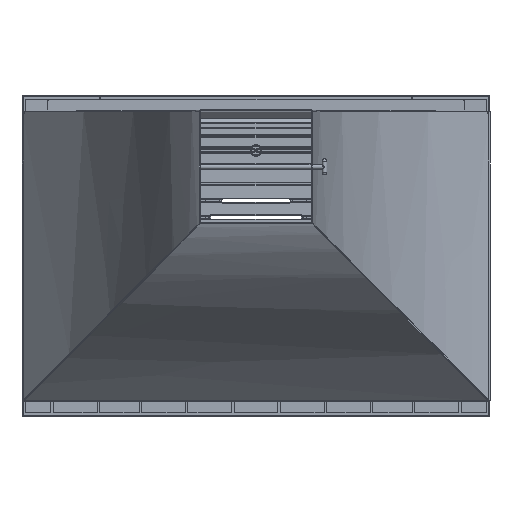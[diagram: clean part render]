
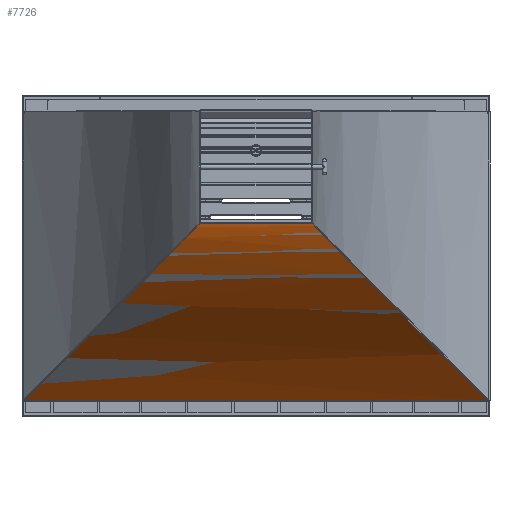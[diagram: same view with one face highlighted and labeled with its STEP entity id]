
A CAD part, top view. The second image highlights one B-rep face of the part: STEP entity #7726.
In plain terms, the highlighted cylindrical face has radius 1398 mm (diameter 2796 mm), a partial arc.
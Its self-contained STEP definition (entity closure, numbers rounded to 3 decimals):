
#7726=ADVANCED_FACE('',(#14818),#14819,.F.);
#14818=FACE_OUTER_BOUND('',#42391,.T.);
#14819=CYLINDRICAL_SURFACE('',#42392,1398.0);
#42391=EDGE_LOOP('',(#59082,#59083,#59084,#59085));
#42392=AXIS2_PLACEMENT_3D('',#59086,#59087,#59088);
#59082=ORIENTED_EDGE('',*,*,#66568,.T.);
#59083=ORIENTED_EDGE('',*,*,#66569,.T.);
#59084=ORIENTED_EDGE('',*,*,#66570,.T.);
#59085=ORIENTED_EDGE('',*,*,#66571,.T.);
#59086=CARTESIAN_POINT('',(3141.534,-2461.163,1133.607));
#59087=DIRECTION('',(-1.0,0.,0.));
#59088=DIRECTION('',(0.,0.917,-0.399));
#66568=EDGE_CURVE('',#76929,#76930,#76931,.T.);
#66569=EDGE_CURVE('',#76930,#76932,#76933,.T.);
#66570=EDGE_CURVE('',#76932,#76934,#76935,.T.);
#66571=EDGE_CURVE('',#76934,#76929,#76936,.T.);
#76929=VERTEX_POINT('',#105640);
#76930=VERTEX_POINT('',#105641);
#76931=B_SPLINE_CURVE_WITH_KNOTS('',3,(#105642,#105643,#105644,#105645,#105646,#105647,#105648,#105649,#105650,#105651,#105652,#105653,#105654,#105655,#105656,#105657,#105658,#105659,#105660,#105661,#105662,#105663,#105664,#105665,#105666,#105667,#105668,#105669,#105670,#105671,#105672,#105673,#105674,#105675,#105676,#105677),.UNSPECIFIED.,.F.,.F.,(4,1,1,1,1,1,1,1,1,1,1,1,1,1,1,1,1,1,1,1,1,1,1,1,1,1,1,1,1,1,1,1,1,4),(0.0,0.003,0.005,0.008,0.011,0.013,0.016,0.023,0.031,0.047,0.063,0.094,0.125,0.187,0.25,0.305,0.36,0.415,0.47,0.5,0.562,0.625,0.687,0.75,0.812,0.875,0.906,0.937,0.953,0.969,0.977,0.984,0.992,1.0),.UNSPECIFIED.);
#76932=VERTEX_POINT('',#105678);
#76933=LINE('',#105679,#105680);
#76934=VERTEX_POINT('',#105681);
#76935=B_SPLINE_CURVE_WITH_KNOTS('',3,(#105682,#105683,#105684,#105685,#105686,#105687,#105688,#105689,#105690,#105691,#105692,#105693,#105694,#105695,#105696,#105697,#105698,#105699,#105700,#105701,#105702,#105703,#105704,#105705,#105706,#105707,#105708,#105709,#105710,#105711,#105712,#105713,#105714,#105715,#105716,#105717,#105718,#105719,#105720),.UNSPECIFIED.,.F.,.F.,(4,1,1,1,1,1,1,1,1,1,1,1,1,1,1,1,1,1,1,1,1,1,1,1,1,1,1,1,1,1,1,1,1,1,1,1,4),(0.0,0.004,0.007,0.011,0.014,0.018,0.021,0.025,0.028,0.031,0.047,0.063,0.094,0.125,0.188,0.25,0.313,0.375,0.438,0.5,0.53,0.589,0.647,0.706,0.765,0.804,0.843,0.882,0.941,0.956,0.971,0.978,0.985,0.989,0.993,0.996,1.0),.UNSPECIFIED.);
#76936=LINE('',#105721,#105722);
#105640=CARTESIAN_POINT('',(3701.534,-1063.163,1133.607));
#105641=CARTESIAN_POINT('',(3256.641,-1508.991,110.0));
#105642=CARTESIAN_POINT('',(3701.534,-1063.163,1133.607));
#105643=CARTESIAN_POINT('',(3701.533,-1063.164,1132.475));
#105644=CARTESIAN_POINT('',(3701.53,-1063.165,1130.229));
#105645=CARTESIAN_POINT('',(3701.517,-1063.178,1126.886));
#105646=CARTESIAN_POINT('',(3701.498,-1063.197,1123.597));
#105647=CARTESIAN_POINT('',(3701.472,-1063.224,1120.362));
#105648=CARTESIAN_POINT('',(3701.439,-1063.258,1117.179));
#105649=CARTESIAN_POINT('',(3701.37,-1063.327,1111.814));
#105650=CARTESIAN_POINT('',(3701.238,-1063.46,1104.248));
#105651=CARTESIAN_POINT('',(3700.919,-1063.779,1091.208));
#105652=CARTESIAN_POINT('',(3700.349,-1064.35,1074.913));
#105653=CARTESIAN_POINT('',(3699.075,-1065.626,1048.895));
#105654=CARTESIAN_POINT('',(3696.803,-1067.901,1016.417));
#105655=CARTESIAN_POINT('',(3691.748,-1072.963,964.859));
#105656=CARTESIAN_POINT('',(3682.758,-1081.965,900.778));
#105657=CARTESIAN_POINT('',(3668.503,-1096.243,828.443));
#105658=CARTESIAN_POINT('',(3651.392,-1113.379,760.287));
#105659=CARTESIAN_POINT('',(3632.248,-1132.554,696.974));
#105660=CARTESIAN_POINT('',(3610.297,-1154.539,635.059));
#105661=CARTESIAN_POINT('',(3589.672,-1175.198,584.478));
#105662=CARTESIAN_POINT('',(3566.408,-1198.503,532.725));
#105663=CARTESIAN_POINT('',(3540.203,-1224.754,479.866));
#105664=CARTESIAN_POINT('',(3505.963,-1259.06,418.784));
#105665=CARTESIAN_POINT('',(3469.037,-1296.058,359.978));
#105666=CARTESIAN_POINT('',(3430.327,-1334.851,304.549));
#105667=CARTESIAN_POINT('',(3389.306,-1375.964,251.444));
#105668=CARTESIAN_POINT('',(3353.889,-1411.47,209.818));
#105669=CARTESIAN_POINT('',(3324.512,-1440.924,177.644));
#105670=CARTESIAN_POINT('',(3305.991,-1459.495,158.278));
#105671=CARTESIAN_POINT('',(3290.93,-1474.599,143.062));
#105672=CARTESIAN_POINT('',(3281.489,-1484.068,133.738));
#105673=CARTESIAN_POINT('',(3273.873,-1491.706,126.345));
#105674=CARTESIAN_POINT('',(3268.296,-1497.301,120.991));
#105675=CARTESIAN_POINT('',(3262.547,-1503.063,115.534));
#105676=CARTESIAN_POINT('',(3258.705,-1506.918,111.934));
#105677=CARTESIAN_POINT('',(3256.641,-1508.991,110.));
#105678=CARTESIAN_POINT('',(4426.428,-1508.991,110.0));
#105679=CARTESIAN_POINT('',(3141.534,-1508.991,110.0));
#105680=VECTOR('',#112308,1.0);
#105681=CARTESIAN_POINT('',(3981.534,-1063.163,1133.607));
#105682=CARTESIAN_POINT('',(4426.428,-1508.991,110.));
#105683=CARTESIAN_POINT('',(4425.543,-1508.103,110.827));
#105684=CARTESIAN_POINT('',(4423.781,-1506.334,112.475));
#105685=CARTESIAN_POINT('',(4421.155,-1503.699,114.946));
#105686=CARTESIAN_POINT('',(4418.555,-1501.091,117.404));
#105687=CARTESIAN_POINT('',(4415.981,-1498.509,119.849));
#105688=CARTESIAN_POINT('',(4413.434,-1495.955,122.28));
#105689=CARTESIAN_POINT('',(4410.914,-1493.428,124.698));
#105690=CARTESIAN_POINT('',(4408.42,-1490.928,127.103));
#105691=CARTESIAN_POINT('',(4405.953,-1488.454,129.493));
#105692=CARTESIAN_POINT('',(4400.507,-1482.992,134.797));
#105693=CARTESIAN_POINT('',(4392.139,-1474.599,143.061));
#105694=CARTESIAN_POINT('',(4377.078,-1459.496,158.277));
#105695=CARTESIAN_POINT('',(4358.558,-1440.925,177.643));
#105696=CARTESIAN_POINT('',(4329.181,-1411.471,209.816));
#105697=CARTESIAN_POINT('',(4293.764,-1375.966,251.442));
#105698=CARTESIAN_POINT('',(4252.744,-1334.854,304.545));
#105699=CARTESIAN_POINT('',(4214.035,-1296.06,359.974));
#105700=CARTESIAN_POINT('',(4177.109,-1259.063,418.779));
#105701=CARTESIAN_POINT('',(4142.869,-1224.757,479.86));
#105702=CARTESIAN_POINT('',(4116.663,-1198.505,532.72));
#105703=CARTESIAN_POINT('',(4092.801,-1174.603,585.801));
#105704=CARTESIAN_POINT('',(4071.156,-1152.921,639.12));
#105705=CARTESIAN_POINT('',(4048.011,-1129.74,705.39));
#105706=CARTESIAN_POINT('',(4028.085,-1109.781,773.232));
#105707=CARTESIAN_POINT('',(4013.212,-1094.887,835.426));
#105708=CARTESIAN_POINT('',(4002.499,-1084.158,890.612));
#105709=CARTESIAN_POINT('',(3994.906,-1076.554,938.558));
#105710=CARTESIAN_POINT('',(3987.972,-1069.61,994.907));
#105711=CARTESIAN_POINT('',(3984.277,-1065.909,1041.621));
#105712=CARTESIAN_POINT('',(3982.584,-1064.214,1078.377));
#105713=CARTESIAN_POINT('',(3982.079,-1063.709,1093.713));
#105714=CARTESIAN_POINT('',(3981.797,-1063.426,1105.984));
#105715=CARTESIAN_POINT('',(3981.67,-1063.299,1113.659));
#105716=CARTESIAN_POINT('',(3981.6,-1063.229,1119.795));
#105717=CARTESIAN_POINT('',(3981.563,-1063.193,1124.203));
#105718=CARTESIAN_POINT('',(3981.542,-1063.168,1128.806));
#105719=CARTESIAN_POINT('',(3981.537,-1063.165,1131.876));
#105720=CARTESIAN_POINT('',(3981.534,-1063.163,1133.607));
#105721=CARTESIAN_POINT('',(3911.534,-1063.163,1133.607));
#105722=VECTOR('',#112309,1.0);
#112308=DIRECTION('',(1.0,0.0,0.0));
#112309=DIRECTION('',(-1.0,0.0,0.0));
